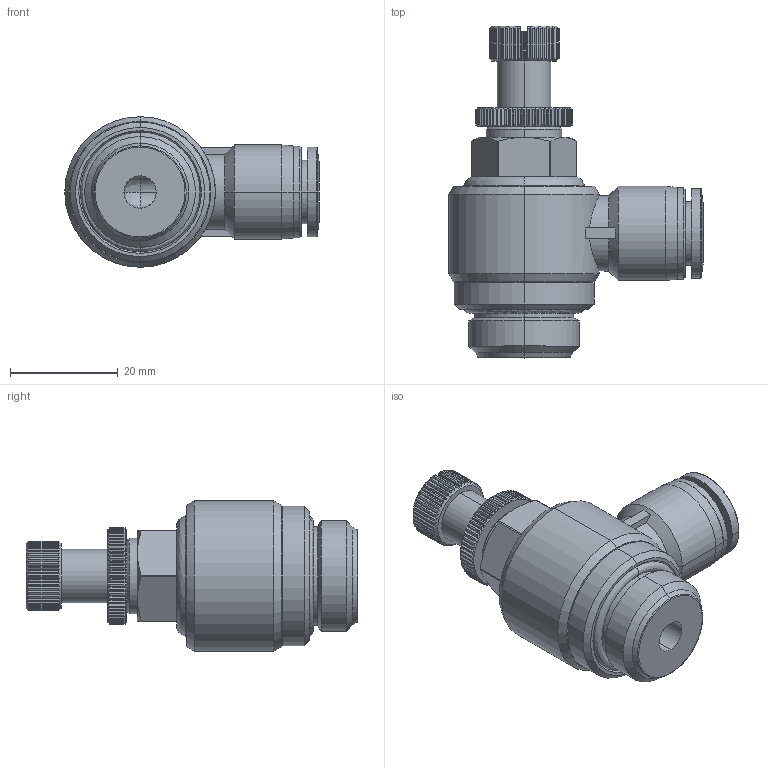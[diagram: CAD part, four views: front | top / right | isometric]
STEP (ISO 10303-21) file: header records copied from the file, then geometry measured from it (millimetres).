
FILE_DESCRIPTION (( 'STEP AP214' ), '1' );
FILE_NAME ('FVS10M-12G.step', '2016-02-24T20:37:00', ( '' ), ( '' ), 'SwSTEP 2.0', 'SolidWorks 2015', '' );
FILE_SCHEMA (( 'AUTOMOTIVE_DESIGN' ));
Length unit declared in the file: inch
Products named in the file (1): FVS10M-12G
Bounding box: 47.3 x 61.7 x 28 mm (x, y, z)
Volume: 22983.5 mm3; surface area: 8637 mm2
Topology: 2 solids, 2 shells, 601 faces, 1441 edges, 857 vertices
Faces by surface type: plane 263, cone 164, cylinder 153, bspline 19, torus 2
Entity records: 26364 total; most frequent: CARTESIAN_POINT 5321, ORIENTED_EDGE 2878, DIRECTION 2627, EDGE_CURVE 1439, AXIS2_PLACEMENT_3D 1093, VERTEX_POINT 857, EDGE_LOOP 620, UNCERTAINTY_MEASURE_WITH_UNIT 603
